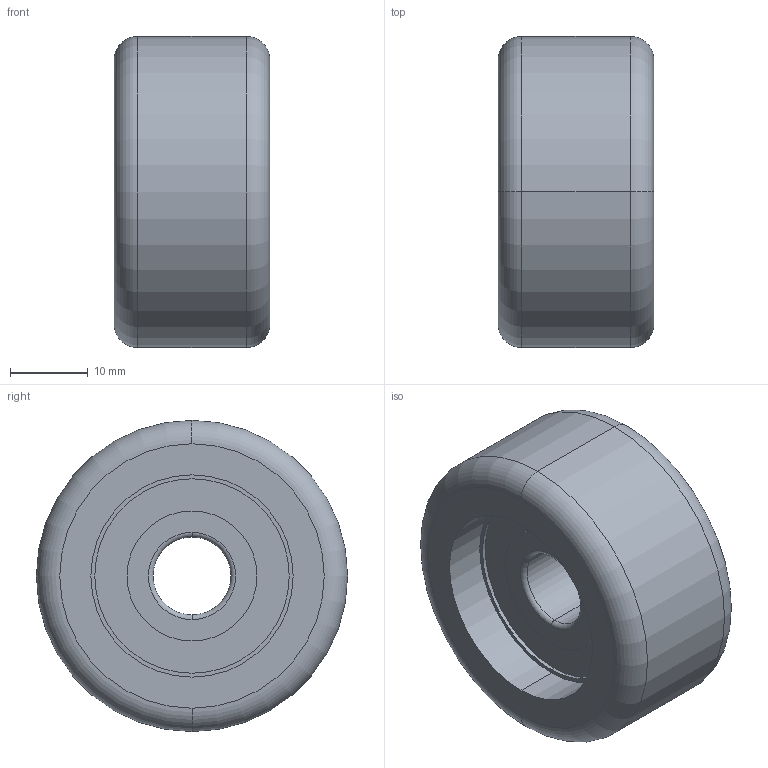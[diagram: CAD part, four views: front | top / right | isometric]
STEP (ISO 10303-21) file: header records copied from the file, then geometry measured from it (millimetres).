
FILE_DESCRIPTION (( 'STEP AP214' ), '1' );
FILE_NAME ('0028235_FPVO-040-20-09-K10.STEP', '2016-11-09T11:58:42', ( '' ), ( '' ), 'SwSTEP 2.0', 'SolidWorks 2016', '' );
FILE_SCHEMA (( 'AUTOMOTIVE_DESIGN' ));
Length unit declared in the file: millimetre
Products named in the file (1): 0028235_FPVO-040-20-09-K10
Bounding box: 20 x 40 x 40 mm (x, y, z)
Volume: 17203.9 mm3; surface area: 11062.4 mm2
Topology: 6 solids, 6 shells, 62 faces, 124 edges, 74 vertices
Faces by surface type: cylinder 28, torus 22, plane 12
Entity records: 2421 total; most frequent: DIRECTION 346, CARTESIAN_POINT 261, ORIENTED_EDGE 248, AXIS2_PLACEMENT_3D 159, EDGE_CURVE 124, CIRCLE 96, VERTEX_POINT 74, EDGE_LOOP 74
